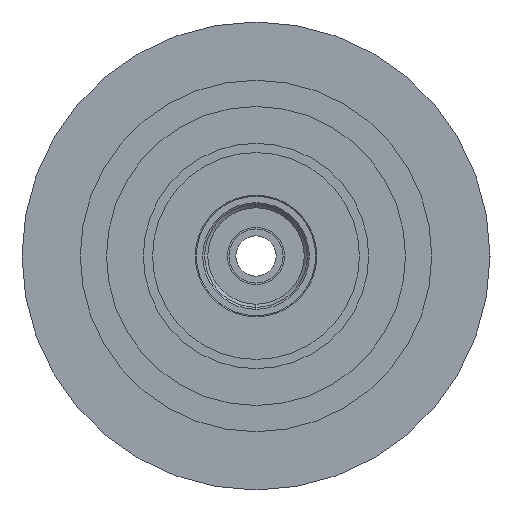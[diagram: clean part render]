
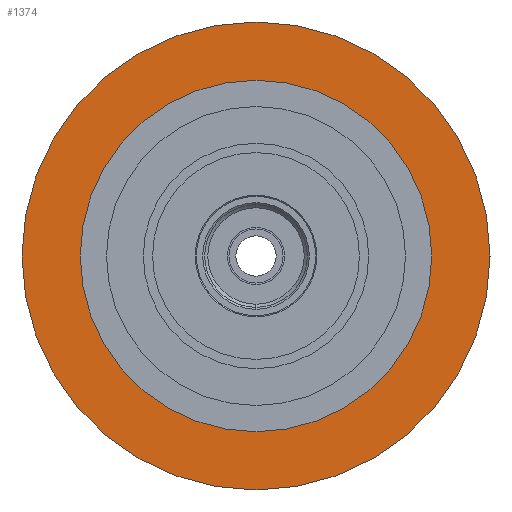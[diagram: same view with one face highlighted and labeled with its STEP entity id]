
A CAD part, front view. The second image highlights one B-rep face of the part: STEP entity #1374.
In plain terms, the highlighted planar face has unit normal (0, -1, 0).
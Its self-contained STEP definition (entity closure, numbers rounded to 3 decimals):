
#5 = DIRECTION ( 'NONE',  ( 0., -1., 0. ) ) ;
#7 = VERTEX_POINT ( 'NONE', #1051 ) ;
#32 = CARTESIAN_POINT ( 'NONE',  ( 0., -22.167, 0. ) ) ;
#40 = VERTEX_POINT ( 'NONE', #1496 ) ;
#121 = CIRCLE ( 'NONE', #2279, 27.432 ) ;
#135 = ORIENTED_EDGE ( 'NONE', *, *, #239, .T. ) ;
#237 = AXIS2_PLACEMENT_3D ( 'NONE', #2653, #1737, #1965 ) ;
#239 = EDGE_CURVE ( 'NONE', #7, #40, #121, .T. ) ;
#264 = DIRECTION ( 'NONE',  ( 0., 0., 1. ) ) ;
#341 = VERTEX_POINT ( 'NONE', #2300 ) ;
#359 = FACE_BOUND ( 'NONE', #2551, .T. ) ;
#384 = DIRECTION ( 'NONE',  ( 0., 0., 1. ) ) ;
#502 = CIRCLE ( 'NONE', #2501, 27.432 ) ;
#628 = ORIENTED_EDGE ( 'NONE', *, *, #2732, .T. ) ;
#738 = ORIENTED_EDGE ( 'NONE', *, *, #2508, .T. ) ;
#802 = DIRECTION ( 'NONE',  ( 0., 0., 1. ) ) ;
#815 = CIRCLE ( 'NONE', #1510, 20.599 ) ;
#1021 = CARTESIAN_POINT ( 'NONE',  ( 0., -22.167, 0. ) ) ;
#1027 = DIRECTION ( 'NONE',  ( 0., -1., 0. ) ) ;
#1037 = DIRECTION ( 'NONE',  ( 0., 1., 0. ) ) ;
#1051 = CARTESIAN_POINT ( 'NONE',  ( 0., -22.167, 27.432 ) ) ;
#1286 = PLANE ( 'NONE',  #237 ) ;
#1374 = ADVANCED_FACE ( 'NONE', ( #1523, #359 ), #1286, .T. ) ;
#1378 = CARTESIAN_POINT ( 'NONE',  ( 0., -22.167, 0. ) ) ;
#1496 = CARTESIAN_POINT ( 'NONE',  ( 0., -22.167, -27.432 ) ) ;
#1510 = AXIS2_PLACEMENT_3D ( 'NONE', #2390, #1037, #384 ) ;
#1523 = FACE_OUTER_BOUND ( 'NONE', #2376, .T. ) ;
#1737 = DIRECTION ( 'NONE',  ( 0., -1., 0. ) ) ;
#1842 = CIRCLE ( 'NONE', #2185, 20.599 ) ;
#1965 = DIRECTION ( 'NONE',  ( 0., 0., -1. ) ) ;
#2037 = DIRECTION ( 'NONE',  ( 0., 1., 0. ) ) ;
#2185 = AXIS2_PLACEMENT_3D ( 'NONE', #32, #2037, #264 ) ;
#2276 = DIRECTION ( 'NONE',  ( 0., 0., 1. ) ) ;
#2279 = AXIS2_PLACEMENT_3D ( 'NONE', #1378, #5, #2276 ) ;
#2300 = CARTESIAN_POINT ( 'NONE',  ( 0., -22.167, 20.599 ) ) ;
#2376 = EDGE_LOOP ( 'NONE', ( #135, #2635 ) ) ;
#2390 = CARTESIAN_POINT ( 'NONE',  ( 0., -22.167, 0. ) ) ;
#2405 = EDGE_CURVE ( 'NONE', #40, #7, #502, .T. ) ;
#2501 = AXIS2_PLACEMENT_3D ( 'NONE', #1021, #1027, #802 ) ;
#2508 = EDGE_CURVE ( 'NONE', #341, #2742, #815, .T. ) ;
#2551 = EDGE_LOOP ( 'NONE', ( #738, #628 ) ) ;
#2635 = ORIENTED_EDGE ( 'NONE', *, *, #2405, .T. ) ;
#2653 = CARTESIAN_POINT ( 'NONE',  ( -27.432, -22.167, 0. ) ) ;
#2732 = EDGE_CURVE ( 'NONE', #2742, #341, #1842, .T. ) ;
#2742 = VERTEX_POINT ( 'NONE', #2743 ) ;
#2743 = CARTESIAN_POINT ( 'NONE',  ( 0., -22.167, -20.599 ) ) ;
